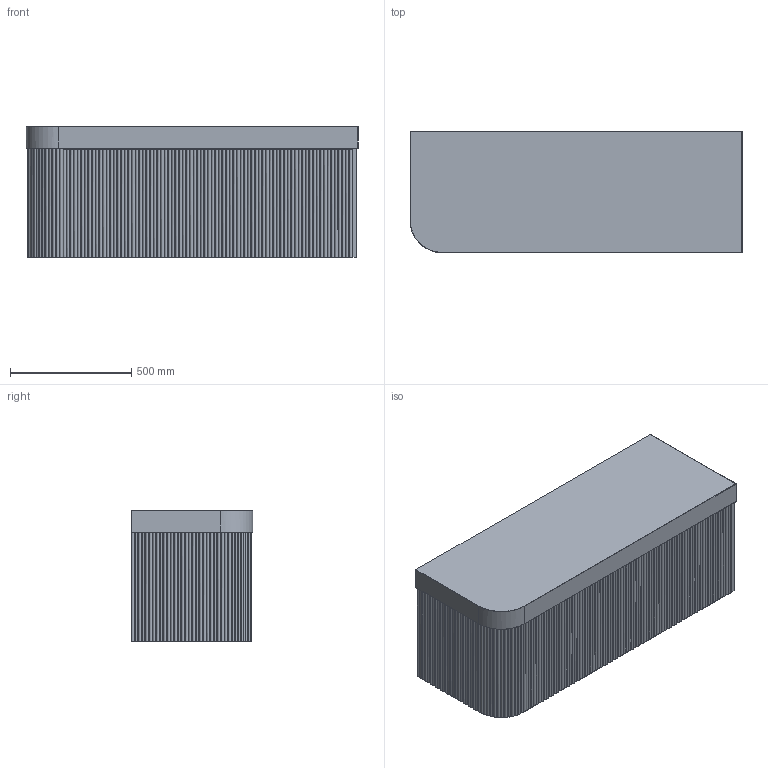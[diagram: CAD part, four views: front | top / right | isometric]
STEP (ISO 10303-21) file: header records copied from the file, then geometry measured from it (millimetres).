
FILE_DESCRIPTION(/* description */ (''),/* implementation_level */ '2;1');
FILE_NAME(/* name */ 'Kado Neue Fluted Single Curve 1350 (90MM)',/* time_stamp */ '2025-07-09T15:06:27+10:00',/* author */ (''),/* organization */ (''),/* preprocessor_version */ 'ST-DEVELOPER v16.5',/* originating_system */ '',/* authorisation */ '');
FILE_SCHEMA (('AUTOMOTIVE_DESIGN'));
Length unit declared in the file: millimetre
Products named in the file (12): Document; Kado Neue Fluted Single Curve 1350 (90MM); Kado Neue Fluted Single Curve ALL Benchtops2324; Kado Neue Fluted Single Curve Benchtop (90MM) ALL21; Kado Neue Fluted Single Curve 1350 Benchtop (90MM); Kado Neue Fluted Single Curve ALL25; Kado Neue Fluted Single Curve 135022; Kado Neue Fluted Filler23; Kado Neue Fluted Panel 5951920; Kado Neue Fluted Panel 59515161718; Kado Neue Fluted Carcass 15005; Kado Neue Fluted End78910
Assembly tree (12 placements, depth 6):
  Document
    Kado Neue Fluted Single Curve 1350 (90MM)
      Kado Neue Fluted Single Curve ALL Benchtops2324
        Kado Neue Fluted Single Curve Benchtop (90MM) ALL21
          Kado Neue Fluted Single Curve 1350 Benchtop (90MM)
      Kado Neue Fluted Single Curve ALL25
        Kado Neue Fluted Single Curve 135022
          Kado Neue Fluted Filler23
          Kado Neue Fluted Panel 5951920  x2
            Kado Neue Fluted Panel 59515161718
          Kado Neue Fluted Carcass 15005
          Kado Neue Fluted End78910
Bounding box: 1369 x 500.05 x 540 mm (x, y, z)
Volume: 80445313.3 mm3; surface area: 8316891.5 mm2
Topology: 11 solids, 11 shells, 566 faces, 1617 edges, 1072 vertices
Faces by surface type: cylinder 373, plane 189, bspline 4
Entity records: 12249 total; most frequent: CARTESIAN_POINT 4531, ORIENTED_EDGE 2270, EDGE_CURVE 1135, VERTEX_POINT 752, B_SPLINE_CURVE_WITH_KNOTS 627, DIRECTION 458, AXIS2_PLACEMENT_3D 429, EDGE_LOOP 405
